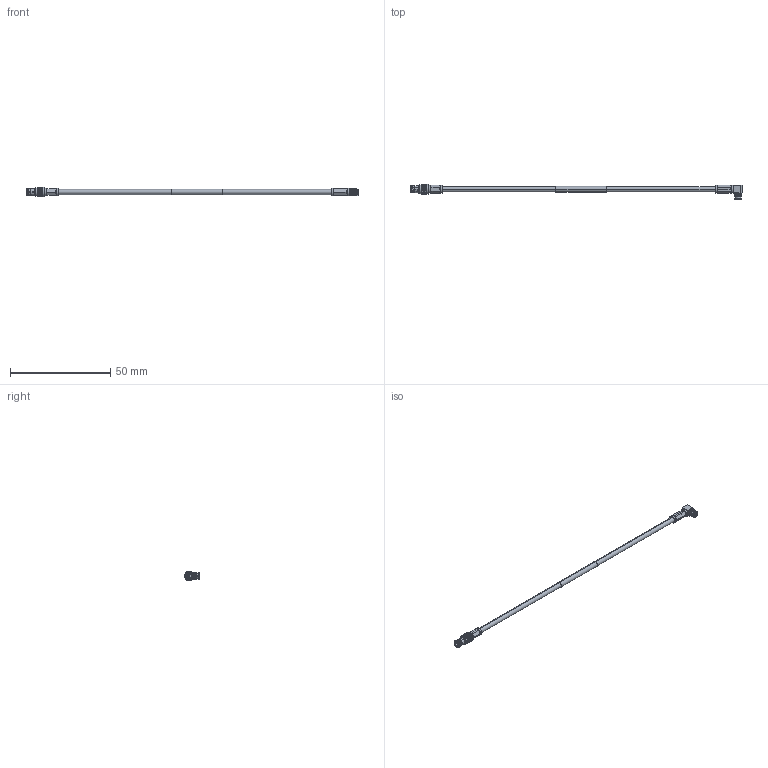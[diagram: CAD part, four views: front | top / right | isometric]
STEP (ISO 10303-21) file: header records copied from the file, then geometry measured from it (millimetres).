
FILE_DESCRIPTION (( 'STEP AP214' ), '1' );
FILE_NAME ('FMCA9847_3D.step', '2023-08-01T16:42:13', ( '' ), ( '' ), 'SwSTEP 2.0', 'SolidWorks 2022', '' );
FILE_SCHEMA (( 'AUTOMOTIVE_DESIGN' ));
Length unit declared in the file: inch
Products named in the file (4): Copy of PE45882^FMCA9847; FMCA9847_3D; Copy of Copy of PE45865^FMCA9847; Copy of RG316-BULK^FMCA9847
Assembly tree (3 placements, depth 2):
  FMCA9847_3D
    Copy of RG316-BULK^FMCA9847
    Copy of Copy of PE45865^FMCA9847
    Copy of PE45882^FMCA9847
Bounding box: 165.51 x 7.55 x 4.8 mm (x, y, z)
Volume: 1067 mm3; surface area: 2212.2 mm2
Topology: 5 solids, 5 shells, 406 faces, 987 edges, 613 vertices
Faces by surface type: bspline 166, plane 120, cylinder 61, cone 53, torus 6
Entity records: 14677 total; most frequent: CARTESIAN_POINT 5754, ORIENTED_EDGE 1970, DIRECTION 1538, EDGE_CURVE 985, VERTEX_POINT 613, AXIS2_PLACEMENT_3D 595, EDGE_LOOP 434, FACE_OUTER_BOUND 406
